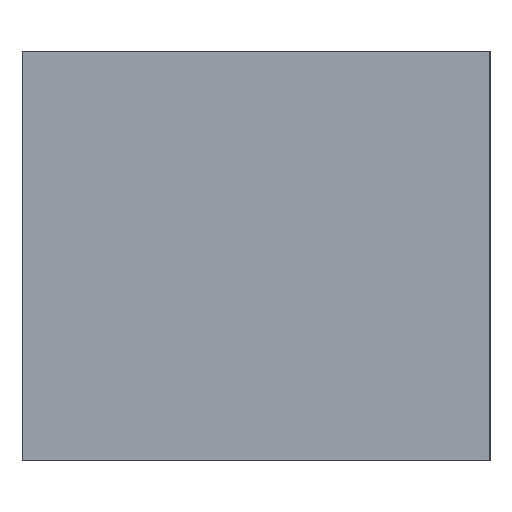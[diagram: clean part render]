
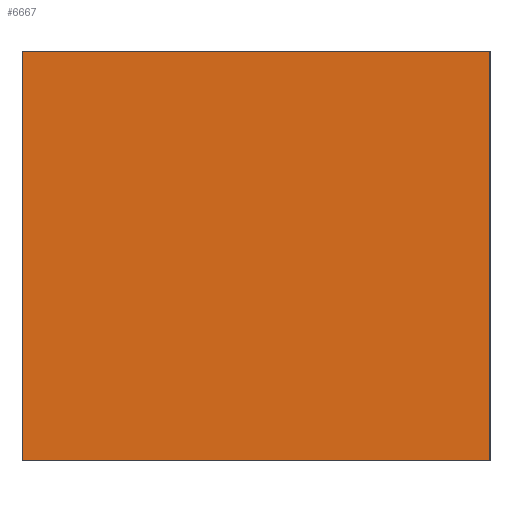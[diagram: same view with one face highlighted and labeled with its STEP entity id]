
A CAD part, left-side view. The second image highlights one B-rep face of the part: STEP entity #6667.
In plain terms, the highlighted planar face has unit normal (-1, 0, 0).
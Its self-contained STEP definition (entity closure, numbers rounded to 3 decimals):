
#118 = CARTESIAN_POINT ( 'NONE',  ( -47.5, 10., 4.375 ) ) ;
#122 = LINE ( 'NONE', #6486, #2533 ) ;
#211 = CARTESIAN_POINT ( 'NONE',  ( -47.5, 10., -4.375 ) ) ;
#233 = EDGE_LOOP ( 'NONE', ( #658, #4012, #4742, #6615 ) ) ;
#244 = EDGE_CURVE ( 'NONE', #773, #7231, #122, .T. ) ;
#476 = DIRECTION ( 'NONE',  ( 0., 0., 1. ) ) ;
#658 = ORIENTED_EDGE ( 'NONE', *, *, #1606, .T. ) ;
#700 = EDGE_CURVE ( 'NONE', #7282, #773, #4738, .T. ) ;
#773 = VERTEX_POINT ( 'NONE', #4251 ) ;
#845 = CARTESIAN_POINT ( 'NONE',  ( -47.5, 0., 4.375 ) ) ;
#1606 = EDGE_CURVE ( 'NONE', #6954, #7231, #6190, .T. ) ;
#1614 = VECTOR ( 'NONE', #2197, 1000. ) ;
#1727 = CARTESIAN_POINT ( 'NONE',  ( -47.5, 10., 4.375 ) ) ;
#2171 = VECTOR ( 'NONE', #4031, 1000. ) ;
#2186 = AXIS2_PLACEMENT_3D ( 'NONE', #118, #2414, #4698 ) ;
#2197 = DIRECTION ( 'NONE',  ( 0., -1., 0. ) ) ;
#2414 = DIRECTION ( 'NONE',  ( 1., 0., 0. ) ) ;
#2533 = VECTOR ( 'NONE', #3557, 1000. ) ;
#2986 = PLANE ( 'NONE',  #2186 ) ;
#3557 = DIRECTION ( 'NONE',  ( 0., -1., 0. ) ) ;
#3966 = LINE ( 'NONE', #4529, #1614 ) ;
#4012 = ORIENTED_EDGE ( 'NONE', *, *, #244, .F. ) ;
#4031 = DIRECTION ( 'NONE',  ( 0., 0., 1. ) ) ;
#4098 = EDGE_CURVE ( 'NONE', #7282, #6954, #3966, .T. ) ;
#4251 = CARTESIAN_POINT ( 'NONE',  ( -47.5, 10., 4.375 ) ) ;
#4450 = CARTESIAN_POINT ( 'NONE',  ( -47.5, 0., -4.375 ) ) ;
#4529 = CARTESIAN_POINT ( 'NONE',  ( -47.5, 10., -4.375 ) ) ;
#4698 = DIRECTION ( 'NONE',  ( 0., 0., -1. ) ) ;
#4738 = LINE ( 'NONE', #1727, #2171 ) ;
#4742 = ORIENTED_EDGE ( 'NONE', *, *, #700, .F. ) ;
#5322 = VECTOR ( 'NONE', #476, 1000. ) ;
#5625 = CARTESIAN_POINT ( 'NONE',  ( -47.5, 0., 4.375 ) ) ;
#5839 = FACE_OUTER_BOUND ( 'NONE', #233, .T. ) ;
#6190 = LINE ( 'NONE', #5625, #5322 ) ;
#6486 = CARTESIAN_POINT ( 'NONE',  ( -47.5, 10., 4.375 ) ) ;
#6615 = ORIENTED_EDGE ( 'NONE', *, *, #4098, .T. ) ;
#6667 = ADVANCED_FACE ( 'NONE', ( #5839 ), #2986, .F. ) ;
#6954 = VERTEX_POINT ( 'NONE', #4450 ) ;
#7231 = VERTEX_POINT ( 'NONE', #845 ) ;
#7282 = VERTEX_POINT ( 'NONE', #211 ) ;
